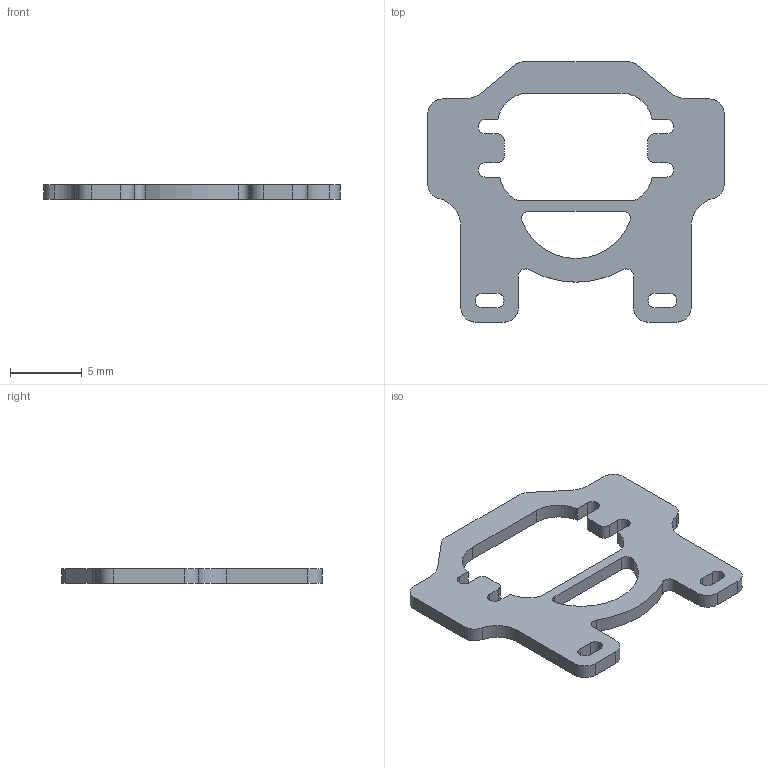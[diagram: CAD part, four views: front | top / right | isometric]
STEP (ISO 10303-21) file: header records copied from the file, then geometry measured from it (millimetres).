
FILE_DESCRIPTION((''),'2;1');
FILE_NAME('STABILIZINGPLATE_DESIGN05','2024-02-26T19:58:13',('biafra'),(''),'CREO PARAMETRIC BY PTC INC, 2022073','CREO PARAMETRIC BY PTC INC, 2022073','');
FILE_SCHEMA(('CONFIG_CONTROL_DESIGN'));
Length unit declared in the file: millimetre
Products named in the file (1): STABILIZINGPLATE_DESIGN05
Bounding box: 20.58 x 18.07 x 1 mm (x, y, z)
Volume: 179.5 mm3; surface area: 507 mm2
Topology: 1 solids, 1 shells, 73 faces, 213 edges, 142 vertices
Faces by surface type: cylinder 40, plane 33
Entity records: 2501 total; most frequent: DIRECTION 439, CARTESIAN_POINT 428, ORIENTED_EDGE 426, EDGE_CURVE 213, AXIS2_PLACEMENT_3D 153, VERTEX_POINT 142, VECTOR 133, LINE 133
